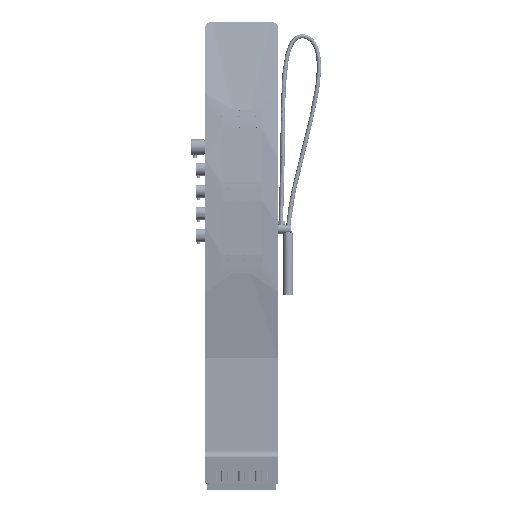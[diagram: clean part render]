
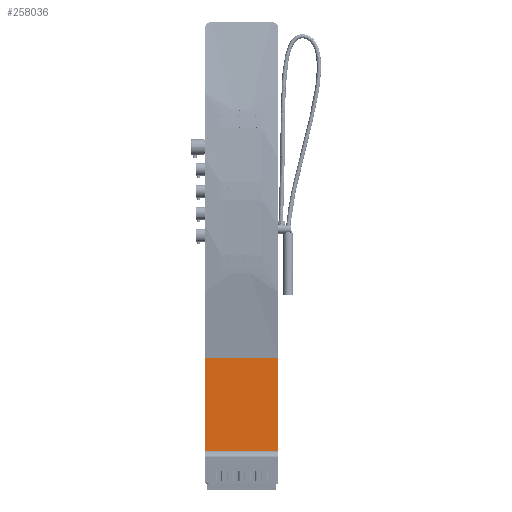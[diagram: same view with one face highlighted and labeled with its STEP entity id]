
A CAD part, left-side view. The second image highlights one B-rep face of the part: STEP entity #258036.
In plain terms, the highlighted planar face has unit normal (-1, 0, 0).
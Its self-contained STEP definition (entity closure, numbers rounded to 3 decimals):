
#248272=DIRECTION('',(0.,-1.,0.));
#248273=VECTOR('',#248272,232.);
#248274=CARTESIAN_POINT('',(-23.5,116.,-1058.717));
#248275=LINE('',#248274,#248273);
#248276=DIRECTION('',(0.,0.,-1.));
#248277=VECTOR('',#248276,296.041);
#248278=CARTESIAN_POINT('',(-23.5,-116.,-1058.717));
#248279=LINE('',#248278,#248277);
#248280=DIRECTION('',(0.,-1.,0.));
#248281=VECTOR('',#248280,232.);
#248282=CARTESIAN_POINT('',(-23.5,116.,-1354.758));
#248283=LINE('',#248282,#248281);
#249355=DIRECTION('',(0.,0.,-1.));
#249356=VECTOR('',#249355,296.041);
#249357=CARTESIAN_POINT('',(-23.5,116.,-1058.717));
#249358=LINE('',#249357,#249356);
#254838=CARTESIAN_POINT('',(-23.5,-116.,-1058.717));
#254839=CARTESIAN_POINT('',(-23.5,-116.,-1354.758));
#254840=VERTEX_POINT('',#254838);
#254841=VERTEX_POINT('',#254839);
#255476=CARTESIAN_POINT('',(-23.5,116.,-1058.717));
#255477=VERTEX_POINT('',#255476);
#255670=CARTESIAN_POINT('',(-23.5,116.,-1354.758));
#255671=VERTEX_POINT('',#255670);
#258023=CARTESIAN_POINT('',(-23.5,0.,-1206.737));
#258024=DIRECTION('',(1.,0.,0.));
#258025=DIRECTION('',(0.,0.,1.));
#258026=AXIS2_PLACEMENT_3D('',#258023,#258024,#258025);
#258027=PLANE('',#258026);
#258029=ORIENTED_EDGE('',*,*,#258028,.F.);
#258031=ORIENTED_EDGE('',*,*,#258030,.F.);
#258032=ORIENTED_EDGE('',*,*,#257440,.T.);
#258033=ORIENTED_EDGE('',*,*,#256103,.T.);
#258034=EDGE_LOOP('',(#258029,#258031,#258032,#258033));
#258035=FACE_OUTER_BOUND('',#258034,.F.);
#256103=EDGE_CURVE('',#254840,#254841,#248279,.T.);
#257440=EDGE_CURVE('',#255477,#254840,#248275,.T.);
#258028=EDGE_CURVE('',#255671,#254841,#248283,.T.);
#258030=EDGE_CURVE('',#255477,#255671,#249358,.T.);
#258036=ADVANCED_FACE('',(#258035),#258027,.F.);
